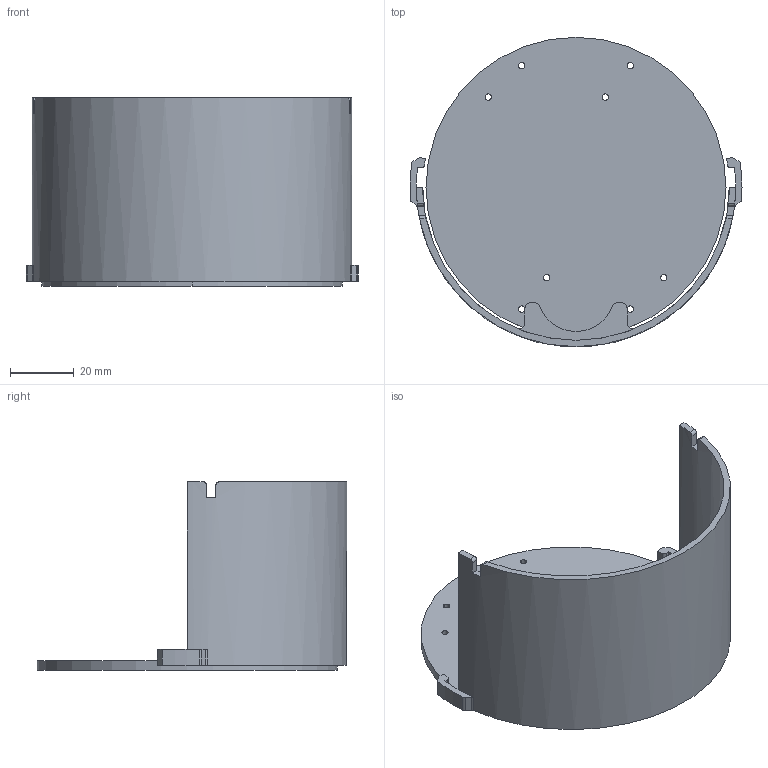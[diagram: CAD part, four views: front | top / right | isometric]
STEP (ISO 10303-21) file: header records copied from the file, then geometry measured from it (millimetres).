
FILE_DESCRIPTION (( 'STEP AP203' ), '1' );
FILE_NAME ('d1_a_t.STEP', '2015-02-28T01:16:32', ( '' ), ( '' ), 'SwSTEP 2.0', 'SolidWorks 2013', '' );
FILE_SCHEMA (( 'CONFIG_CONTROL_DESIGN' ));
Length unit declared in the file: millimetre
Products named in the file (1): d1_a_t
Bounding box: 104 x 97 x 59 mm (x, y, z)
Volume: 39704.7 mm3; surface area: 34262.2 mm2
Topology: 2 solids, 2 shells, 72 faces, 202 edges, 134 vertices
Faces by surface type: cylinder 41, plane 31
Entity records: 2507 total; most frequent: CARTESIAN_POINT 469, DIRECTION 426, ORIENTED_EDGE 404, EDGE_CURVE 202, AXIS2_PLACEMENT_3D 159, VERTEX_POINT 134, VECTOR 108, LINE 108
